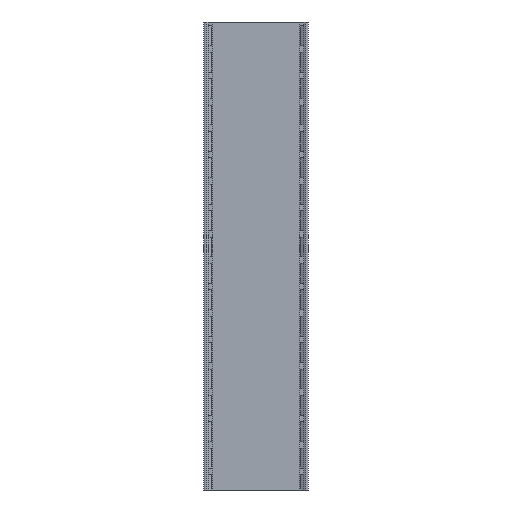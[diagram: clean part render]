
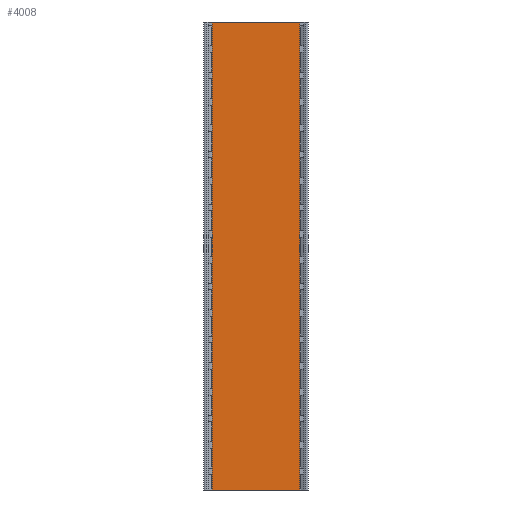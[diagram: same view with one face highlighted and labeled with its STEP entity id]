
A CAD part, front view. The second image highlights one B-rep face of the part: STEP entity #4008.
In plain terms, the highlighted planar face has unit normal (0, -1, 0).
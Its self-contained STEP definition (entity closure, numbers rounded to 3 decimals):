
#276 = DIRECTION ( 'NONE',  ( 0., 1., 0. ) ) ;
#481 = EDGE_CURVE ( 'NONE', #3006, #12812, #4854, .T. ) ;
#1162 = DIRECTION ( 'NONE',  ( 1., 0., 0. ) ) ;
#1196 = VECTOR ( 'NONE', #3594, 1000. ) ;
#1447 = CARTESIAN_POINT ( 'NONE',  ( -20., 0., 500. ) ) ;
#1577 = ORIENTED_EDGE ( 'NONE', *, *, #481, .T. ) ;
#1902 = VECTOR ( 'NONE', #1162, 1000. ) ;
#2527 = DIRECTION ( 'NONE',  ( 0., 0., -1. ) ) ;
#2752 = CARTESIAN_POINT ( 'NONE',  ( 20., 0., 500. ) ) ;
#3006 = VERTEX_POINT ( 'NONE', #9302 ) ;
#3081 = EDGE_CURVE ( 'NONE', #6617, #12812, #3692, .T. ) ;
#3137 = VERTEX_POINT ( 'NONE', #13307 ) ;
#3594 = DIRECTION ( 'NONE',  ( 1., 0., 0. ) ) ;
#3663 = FACE_OUTER_BOUND ( 'NONE', #10347, .T. ) ;
#3692 = LINE ( 'NONE', #2752, #12066 ) ;
#3898 = PLANE ( 'NONE',  #5634 ) ;
#3951 = EDGE_CURVE ( 'NONE', #3137, #3006, #6182, .T. ) ;
#4008 = ADVANCED_FACE ( 'NONE', ( #3663 ), #3898, .F. ) ;
#4790 = CARTESIAN_POINT ( 'NONE',  ( -20., 0., -287.2 ) ) ;
#4854 = LINE ( 'NONE', #11944, #1196 ) ;
#5634 = AXIS2_PLACEMENT_3D ( 'NONE', #1447, #276, #14677 ) ;
#6182 = LINE ( 'NONE', #13264, #9146 ) ;
#6617 = VERTEX_POINT ( 'NONE', #7590 ) ;
#7150 = LINE ( 'NONE', #4790, #1902 ) ;
#7441 = DIRECTION ( 'NONE',  ( 0., 0., -1. ) ) ;
#7590 = CARTESIAN_POINT ( 'NONE',  ( 20., 0., -287.2 ) ) ;
#7956 = ORIENTED_EDGE ( 'NONE', *, *, #3951, .T. ) ;
#9146 = VECTOR ( 'NONE', #7441, 1000. ) ;
#9302 = CARTESIAN_POINT ( 'NONE',  ( -20., 0., -500. ) ) ;
#10347 = EDGE_LOOP ( 'NONE', ( #15141, #7956, #1577, #14721 ) ) ;
#11944 = CARTESIAN_POINT ( 'NONE',  ( -20., 0., -500. ) ) ;
#12066 = VECTOR ( 'NONE', #2527, 1000. ) ;
#12812 = VERTEX_POINT ( 'NONE', #14794 ) ;
#13081 = EDGE_CURVE ( 'NONE', #3137, #6617, #7150, .T. ) ;
#13264 = CARTESIAN_POINT ( 'NONE',  ( -20., 0., 500. ) ) ;
#13307 = CARTESIAN_POINT ( 'NONE',  ( -20., 0., -287.2 ) ) ;
#14677 = DIRECTION ( 'NONE',  ( 0., 0., 1. ) ) ;
#14721 = ORIENTED_EDGE ( 'NONE', *, *, #3081, .F. ) ;
#14794 = CARTESIAN_POINT ( 'NONE',  ( 20., 0., -500. ) ) ;
#15141 = ORIENTED_EDGE ( 'NONE', *, *, #13081, .F. ) ;
